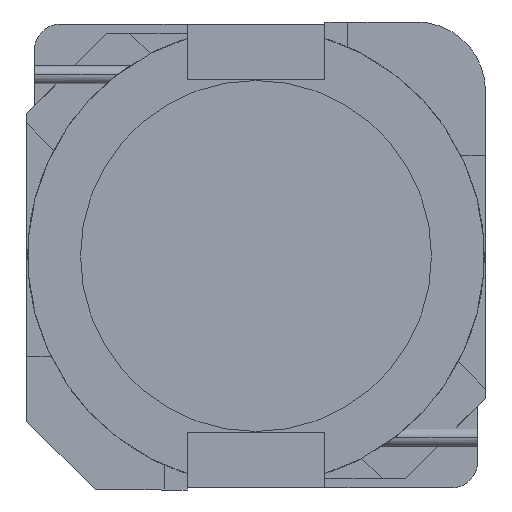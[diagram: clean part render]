
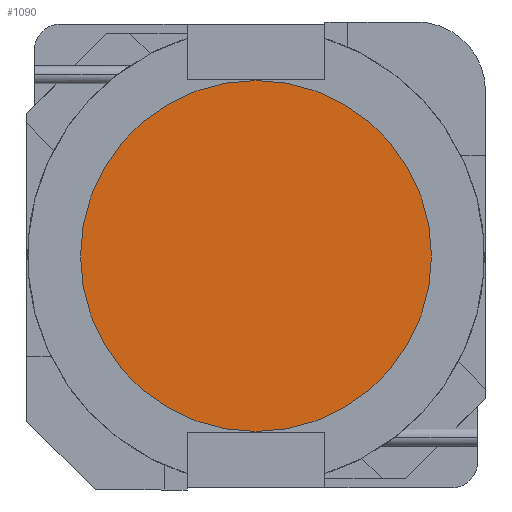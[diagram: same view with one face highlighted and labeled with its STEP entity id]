
A CAD part, front view. The second image highlights one B-rep face of the part: STEP entity #1090.
In plain terms, the highlighted planar face has unit normal (0, -1, 0).
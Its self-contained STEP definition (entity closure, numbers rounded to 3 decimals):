
#252 = EDGE_CURVE ( 'NONE', #471, #1561, #476, .T. ) ;
#460 = PLANE ( 'NONE',  #1282 ) ;
#471 = VERTEX_POINT ( 'NONE', #566 ) ;
#476 = CIRCLE ( 'NONE', #2669, 3.825 ) ;
#566 = CARTESIAN_POINT ( 'NONE',  ( 0., 0.55, -3.825 ) ) ;
#630 = ORIENTED_EDGE ( 'NONE', *, *, #252, .T. ) ;
#710 = AXIS2_PLACEMENT_3D ( 'NONE', #2151, #898, #3112 ) ;
#720 = FACE_OUTER_BOUND ( 'NONE', #2974, .T. ) ;
#743 = CARTESIAN_POINT ( 'NONE',  ( 0., 0.55, 0. ) ) ;
#898 = DIRECTION ( 'NONE',  ( 0., -1., 0. ) ) ;
#1042 = CARTESIAN_POINT ( 'NONE',  ( 0., 0.55, 3.825 ) ) ;
#1090 = ADVANCED_FACE ( 'NONE', ( #720 ), #460, .T. ) ;
#1148 = ORIENTED_EDGE ( 'NONE', *, *, #2353, .T. ) ;
#1282 = AXIS2_PLACEMENT_3D ( 'NONE', #743, #2659, #2943 ) ;
#1473 = DIRECTION ( 'NONE',  ( 0., 0., -1. ) ) ;
#1561 = VERTEX_POINT ( 'NONE', #1042 ) ;
#1905 = DIRECTION ( 'NONE',  ( 0., -1., 0. ) ) ;
#2151 = CARTESIAN_POINT ( 'NONE',  ( 0., 0.55, 0. ) ) ;
#2189 = CIRCLE ( 'NONE', #710, 3.825 ) ;
#2353 = EDGE_CURVE ( 'NONE', #1561, #471, #2189, .T. ) ;
#2659 = DIRECTION ( 'NONE',  ( 0., -1., 0. ) ) ;
#2669 = AXIS2_PLACEMENT_3D ( 'NONE', #2900, #1905, #1473 ) ;
#2900 = CARTESIAN_POINT ( 'NONE',  ( 0., 0.55, 0. ) ) ;
#2943 = DIRECTION ( 'NONE',  ( 0., 0., -1. ) ) ;
#2974 = EDGE_LOOP ( 'NONE', ( #630, #1148 ) ) ;
#3112 = DIRECTION ( 'NONE',  ( 0., 0., -1. ) ) ;
